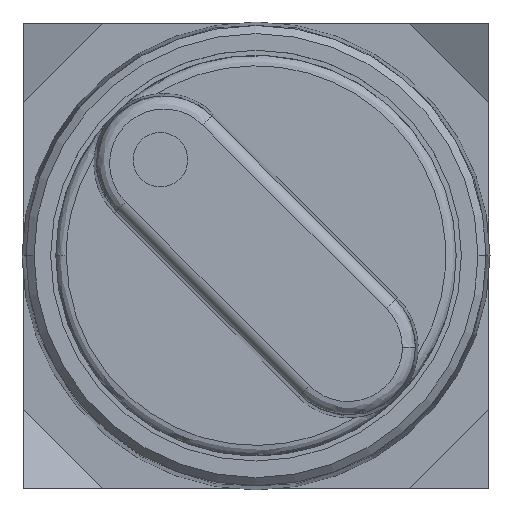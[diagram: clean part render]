
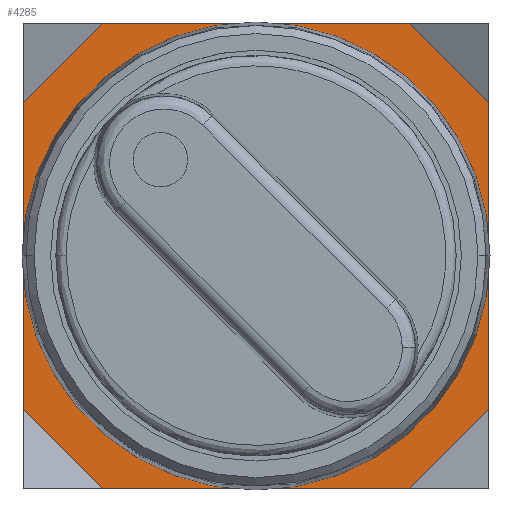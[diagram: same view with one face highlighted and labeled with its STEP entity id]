
A CAD part, top view. The second image highlights one B-rep face of the part: STEP entity #4285.
In plain terms, the highlighted planar face has unit normal (0, 0, 1).
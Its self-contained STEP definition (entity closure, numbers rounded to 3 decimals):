
#12 = LINE ( 'NONE', #1791, #886 ) ;
#13 = EDGE_LOOP ( 'NONE', ( #5032, #2587, #354, #647, #4163, #1091, #1727, #3610, #623, #3026 ) ) ;
#15 = DIRECTION ( 'NONE',  ( 1., 0., 0. ) ) ;
#21 = CARTESIAN_POINT ( 'NONE',  ( 0., 0., 4.3 ) ) ;
#69 = DIRECTION ( 'NONE',  ( 0., -1., 0. ) ) ;
#121 = VECTOR ( 'NONE', #4808, 1000. ) ;
#157 = CARTESIAN_POINT ( 'NONE',  ( 0.95, -7.943, 4.3 ) ) ;
#217 = DIRECTION ( 'NONE',  ( 1., 0., 0. ) ) ;
#285 = CARTESIAN_POINT ( 'NONE',  ( 8.95, 5.899, 4.3 ) ) ;
#354 = ORIENTED_EDGE ( 'NONE', *, *, #1333, .T. ) ;
#457 = PLANE ( 'NONE',  #3662 ) ;
#482 = CARTESIAN_POINT ( 'NONE',  ( -0.95, -7.943, 4.3 ) ) ;
#487 = ORIENTED_EDGE ( 'NONE', *, *, #4891, .T. ) ;
#504 = CARTESIAN_POINT ( 'NONE',  ( -8.95, 7.4, 4.3 ) ) ;
#596 = VECTOR ( 'NONE', #1461, 1000. ) ;
#615 = ORIENTED_EDGE ( 'NONE', *, *, #5444, .T. ) ;
#617 = DIRECTION ( 'NONE',  ( 0., -1., 0. ) ) ;
#623 = ORIENTED_EDGE ( 'NONE', *, *, #1824, .T. ) ;
#642 = DIRECTION ( 'NONE',  ( 0., 0., -1. ) ) ;
#647 = ORIENTED_EDGE ( 'NONE', *, *, #3139, .T. ) ;
#648 = EDGE_CURVE ( 'NONE', #2972, #1757, #4484, .T. ) ;
#678 = DIRECTION ( 'NONE',  ( 0., 0., -1. ) ) ;
#706 = VECTOR ( 'NONE', #3034, 1000. ) ;
#743 = CARTESIAN_POINT ( 'NONE',  ( 0.95, -8.95, 4.3 ) ) ;
#786 = VECTOR ( 'NONE', #617, 1000. ) ;
#805 = VECTOR ( 'NONE', #69, 1000. ) ;
#886 = VECTOR ( 'NONE', #3562, 1000. ) ;
#927 = EDGE_LOOP ( 'NONE', ( #615, #2168, #487, #2332, #2505, #4314, #1668, #2149 ) ) ;
#967 = LINE ( 'NONE', #2729, #2718 ) ;
#979 = CARTESIAN_POINT ( 'NONE',  ( 5.899, -8.95, 4.3 ) ) ;
#1072 = CARTESIAN_POINT ( 'NONE',  ( -0.95, 7.943, 4.3 ) ) ;
#1091 = ORIENTED_EDGE ( 'NONE', *, *, #2250, .T. ) ;
#1148 = VERTEX_POINT ( 'NONE', #2085 ) ;
#1177 = DIRECTION ( 'NONE',  ( 0., 1., 0. ) ) ;
#1260 = LINE ( 'NONE', #3023, #121 ) ;
#1274 = CARTESIAN_POINT ( 'NONE',  ( 8.95, 5.899, 4.3 ) ) ;
#1301 = CIRCLE ( 'NONE', #3818, 8. ) ;
#1333 = EDGE_CURVE ( 'NONE', #3700, #4960, #1705, .T. ) ;
#1346 = VECTOR ( 'NONE', #3211, 1000. ) ;
#1378 = CARTESIAN_POINT ( 'NONE',  ( 5.899, 8.95, 4.3 ) ) ;
#1384 = LINE ( 'NONE', #3143, #1640 ) ;
#1448 = CARTESIAN_POINT ( 'NONE',  ( -8.95, -8.95, 4.3 ) ) ;
#1461 = DIRECTION ( 'NONE',  ( 0.707, 0.707, 0. ) ) ;
#1486 = VERTEX_POINT ( 'NONE', #1378 ) ;
#1497 = VERTEX_POINT ( 'NONE', #3137 ) ;
#1542 = VERTEX_POINT ( 'NONE', #4516 ) ;
#1596 = LINE ( 'NONE', #3358, #3767 ) ;
#1616 = AXIS2_PLACEMENT_3D ( 'NONE', #2423, #4205, #217 ) ;
#1640 = VECTOR ( 'NONE', #4928, 1000. ) ;
#1668 = ORIENTED_EDGE ( 'NONE', *, *, #4813, .T. ) ;
#1705 = CIRCLE ( 'NONE', #1616, 8. ) ;
#1727 = ORIENTED_EDGE ( 'NONE', *, *, #3176, .T. ) ;
#1757 = VERTEX_POINT ( 'NONE', #5386 ) ;
#1766 = VERTEX_POINT ( 'NONE', #979 ) ;
#1789 = AXIS2_PLACEMENT_3D ( 'NONE', #4627, #642, #2401 ) ;
#1791 = CARTESIAN_POINT ( 'NONE',  ( -8.95, 8.95, 4.3 ) ) ;
#1800 = DIRECTION ( 'NONE',  ( 0., 0., -1. ) ) ;
#1824 = EDGE_CURVE ( 'NONE', #5536, #5307, #4547, .T. ) ;
#1901 = CARTESIAN_POINT ( 'NONE',  ( 0.95, -8.95, 4.3 ) ) ;
#1903 = CARTESIAN_POINT ( 'NONE',  ( -8.95, 5.899, 4.3 ) ) ;
#2085 = CARTESIAN_POINT ( 'NONE',  ( 8.95, -5.899, 4.3 ) ) ;
#2149 = ORIENTED_EDGE ( 'NONE', *, *, #3053, .T. ) ;
#2168 = ORIENTED_EDGE ( 'NONE', *, *, #5270, .T. ) ;
#2222 = CARTESIAN_POINT ( 'NONE',  ( -8.95, -8.95, 4.3 ) ) ;
#2250 = EDGE_CURVE ( 'NONE', #1757, #5725, #4731, .T. ) ;
#2268 = DIRECTION ( 'NONE',  ( 1., 0., 0. ) ) ;
#2279 = LINE ( 'NONE', #4059, #805 ) ;
#2303 = CARTESIAN_POINT ( 'NONE',  ( -5.899, 8.95, 4.3 ) ) ;
#2332 = ORIENTED_EDGE ( 'NONE', *, *, #2826, .T. ) ;
#2401 = DIRECTION ( 'NONE',  ( 1., 0., 0. ) ) ;
#2423 = CARTESIAN_POINT ( 'NONE',  ( 0., 0., 4.3 ) ) ;
#2442 = DIRECTION ( 'NONE',  ( 1., 0., 0. ) ) ;
#2505 = ORIENTED_EDGE ( 'NONE', *, *, #4084, .T. ) ;
#2506 = DIRECTION ( 'NONE',  ( 0., 1., 0. ) ) ;
#2545 = VERTEX_POINT ( 'NONE', #2806 ) ;
#2587 = ORIENTED_EDGE ( 'NONE', *, *, #3481, .T. ) ;
#2647 = CARTESIAN_POINT ( 'NONE',  ( -0.95, 7.4, 4.3 ) ) ;
#2666 = FACE_OUTER_BOUND ( 'NONE', #927, .T. ) ;
#2718 = VECTOR ( 'NONE', #4511, 1000. ) ;
#2729 = CARTESIAN_POINT ( 'NONE',  ( -5.899, 8.95, 4.3 ) ) ;
#2806 = CARTESIAN_POINT ( 'NONE',  ( -0.95, -7.4, 4.3 ) ) ;
#2821 = LINE ( 'NONE', #4600, #786 ) ;
#2826 = EDGE_CURVE ( 'NONE', #1766, #1148, #3669, .T. ) ;
#2894 = EDGE_CURVE ( 'NONE', #2545, #5241, #1260, .T. ) ;
#2906 = VECTOR ( 'NONE', #3680, 1000. ) ;
#2972 = VERTEX_POINT ( 'NONE', #2647 ) ;
#2991 = VECTOR ( 'NONE', #2506, 1000. ) ;
#3023 = CARTESIAN_POINT ( 'NONE',  ( -0.95, -8.95, 4.3 ) ) ;
#3026 = ORIENTED_EDGE ( 'NONE', *, *, #5076, .T. ) ;
#3034 = DIRECTION ( 'NONE',  ( -0.707, 0.707, 0. ) ) ;
#3048 = VERTEX_POINT ( 'NONE', #3154 ) ;
#3053 = EDGE_CURVE ( 'NONE', #4880, #5346, #967, .T. ) ;
#3068 = CIRCLE ( 'NONE', #5588, 8. ) ;
#3137 = CARTESIAN_POINT ( 'NONE',  ( -5.899, -8.95, 4.3 ) ) ;
#3139 = EDGE_CURVE ( 'NONE', #4960, #2972, #2821, .T. ) ;
#3143 = CARTESIAN_POINT ( 'NONE',  ( -8.95, -5.899, 4.3 ) ) ;
#3153 = CARTESIAN_POINT ( 'NONE',  ( -8., 0., 4.3 ) ) ;
#3154 = CARTESIAN_POINT ( 'NONE',  ( 8., 0., 4.3 ) ) ;
#3176 = EDGE_CURVE ( 'NONE', #5725, #3048, #5046, .T. ) ;
#3211 = DIRECTION ( 'NONE',  ( 1., 0., 0. ) ) ;
#3358 = CARTESIAN_POINT ( 'NONE',  ( -8.95, -7.4, 4.3 ) ) ;
#3371 = LINE ( 'NONE', #5156, #4784 ) ;
#3441 = CARTESIAN_POINT ( 'NONE',  ( 0.95, 7.943, 4.3 ) ) ;
#3481 = EDGE_CURVE ( 'NONE', #5241, #3700, #1301, .T. ) ;
#3532 = VECTOR ( 'NONE', #2268, 1000. ) ;
#3562 = DIRECTION ( 'NONE',  ( -1., 0., 0. ) ) ;
#3572 = DIRECTION ( 'NONE',  ( 1., 0., 0. ) ) ;
#3610 = ORIENTED_EDGE ( 'NONE', *, *, #3652, .T. ) ;
#3652 = EDGE_CURVE ( 'NONE', #3048, #5536, #3068, .T. ) ;
#3662 = AXIS2_PLACEMENT_3D ( 'NONE', #2222, #4001, #15 ) ;
#3669 = LINE ( 'NONE', #5437, #596 ) ;
#3680 = DIRECTION ( 'NONE',  ( 0., 1., 0. ) ) ;
#3700 = VERTEX_POINT ( 'NONE', #3153 ) ;
#3767 = VECTOR ( 'NONE', #5144, 1000. ) ;
#3818 = AXIS2_PLACEMENT_3D ( 'NONE', #4661, #678, #2442 ) ;
#4001 = DIRECTION ( 'NONE',  ( 0., 0., 1. ) ) ;
#4059 = CARTESIAN_POINT ( 'NONE',  ( -8.95, -8.95, 4.3 ) ) ;
#4081 = CARTESIAN_POINT ( 'NONE',  ( 0.95, -7.4, 4.3 ) ) ;
#4084 = EDGE_CURVE ( 'NONE', #1148, #4537, #3371, .T. ) ;
#4163 = ORIENTED_EDGE ( 'NONE', *, *, #648, .T. ) ;
#4205 = DIRECTION ( 'NONE',  ( 0., 0., -1. ) ) ;
#4285 = ADVANCED_FACE ( 'NONE', ( #2666, #4437 ), #457, .T. ) ;
#4314 = ORIENTED_EDGE ( 'NONE', *, *, #5195, .T. ) ;
#4437 = FACE_BOUND ( 'NONE', #13, .T. ) ;
#4484 = LINE ( 'NONE', #504, #3532 ) ;
#4511 = DIRECTION ( 'NONE',  ( -0.707, -0.707, 0. ) ) ;
#4516 = CARTESIAN_POINT ( 'NONE',  ( -8.95, -5.899, 4.3 ) ) ;
#4537 = VERTEX_POINT ( 'NONE', #285 ) ;
#4547 = LINE ( 'NONE', #1901, #2906 ) ;
#4600 = CARTESIAN_POINT ( 'NONE',  ( -0.95, -8.95, 4.3 ) ) ;
#4627 = CARTESIAN_POINT ( 'NONE',  ( 0., 0., 4.3 ) ) ;
#4661 = CARTESIAN_POINT ( 'NONE',  ( 0., 0., 4.3 ) ) ;
#4731 = LINE ( 'NONE', #743, #2991 ) ;
#4784 = VECTOR ( 'NONE', #1177, 1000. ) ;
#4808 = DIRECTION ( 'NONE',  ( 0., -1., 0. ) ) ;
#4813 = EDGE_CURVE ( 'NONE', #1486, #4880, #12, .T. ) ;
#4880 = VERTEX_POINT ( 'NONE', #2303 ) ;
#4891 = EDGE_CURVE ( 'NONE', #1497, #1766, #5423, .T. ) ;
#4928 = DIRECTION ( 'NONE',  ( 0.707, -0.707, 0. ) ) ;
#4960 = VERTEX_POINT ( 'NONE', #1072 ) ;
#5032 = ORIENTED_EDGE ( 'NONE', *, *, #2894, .T. ) ;
#5046 = CIRCLE ( 'NONE', #1789, 8. ) ;
#5076 = EDGE_CURVE ( 'NONE', #5307, #2545, #1596, .T. ) ;
#5144 = DIRECTION ( 'NONE',  ( -1., 0., 0. ) ) ;
#5156 = CARTESIAN_POINT ( 'NONE',  ( 8.95, -8.95, 4.3 ) ) ;
#5195 = EDGE_CURVE ( 'NONE', #4537, #1486, #5252, .T. ) ;
#5241 = VERTEX_POINT ( 'NONE', #482 ) ;
#5252 = LINE ( 'NONE', #1274, #706 ) ;
#5270 = EDGE_CURVE ( 'NONE', #1542, #1497, #1384, .T. ) ;
#5307 = VERTEX_POINT ( 'NONE', #4081 ) ;
#5346 = VERTEX_POINT ( 'NONE', #1903 ) ;
#5386 = CARTESIAN_POINT ( 'NONE',  ( 0.95, 7.4, 4.3 ) ) ;
#5423 = LINE ( 'NONE', #1448, #1346 ) ;
#5437 = CARTESIAN_POINT ( 'NONE',  ( 5.899, -8.95, 4.3 ) ) ;
#5444 = EDGE_CURVE ( 'NONE', #5346, #1542, #2279, .T. ) ;
#5536 = VERTEX_POINT ( 'NONE', #157 ) ;
#5588 = AXIS2_PLACEMENT_3D ( 'NONE', #21, #1800, #3572 ) ;
#5725 = VERTEX_POINT ( 'NONE', #3441 ) ;
